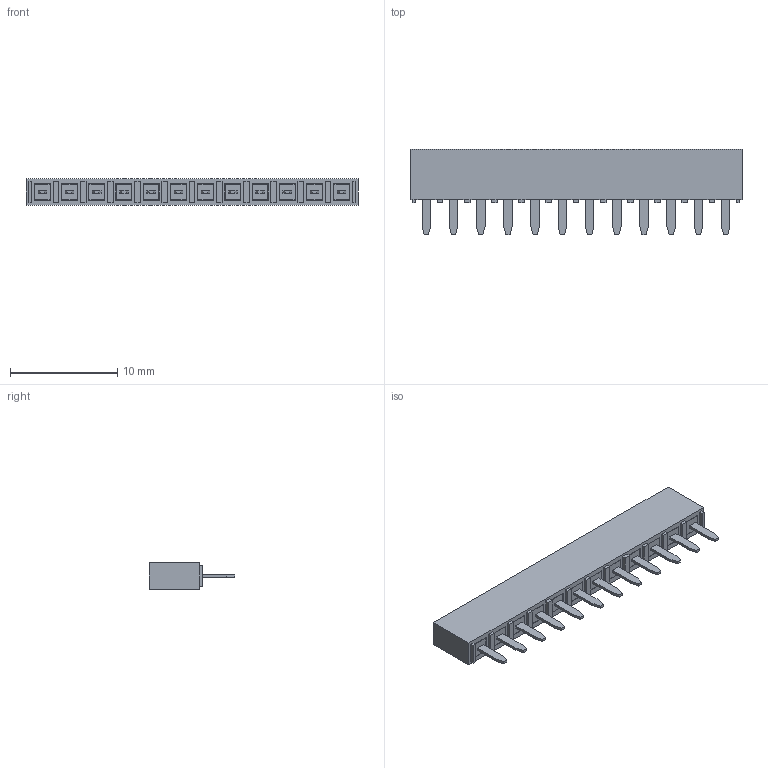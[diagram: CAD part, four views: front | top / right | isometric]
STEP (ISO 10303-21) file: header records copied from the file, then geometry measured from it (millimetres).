
FILE_DESCRIPTION((''),'2;1');
FILE_NAME('ZL305-12S_P2-54_L30-98_W2-5_H5','2020-09-15T',('Dragos'),(''),'PRO/ENGINEER BY PARAMETRIC TECHNOLOGY CORPORATION, 2004440','PRO/ENGINEER BY PARAMETRIC TECHNOLOGY CORPORATION, 2004440','');
FILE_SCHEMA(('AUTOMOTIVE_DESIGN { 1 0 10303 214 1 1 1 1 }'));
Length unit declared in the file: millimetre
Products named in the file (1): ZL305-12S_P2-54_L30-98_W2-5_H5
Bounding box: 30.98 x 8 x 2.5 mm (x, y, z)
Volume: 316.9 mm3; surface area: 1290.2 mm2
Topology: 1 solids, 1 shells, 443 faces, 1056 edges, 688 vertices
Faces by surface type: plane 443
Entity records: 17763 total; most frequent: CARTESIAN_POINT 2189, ORIENTED_EDGE 2112, DIRECTION 1944, PRESENTATION_STYLE_ASSIGNMENT 1226, STYLED_ITEM 1058, CURVE_STYLE 1057, VECTOR 1056, LINE 1056
